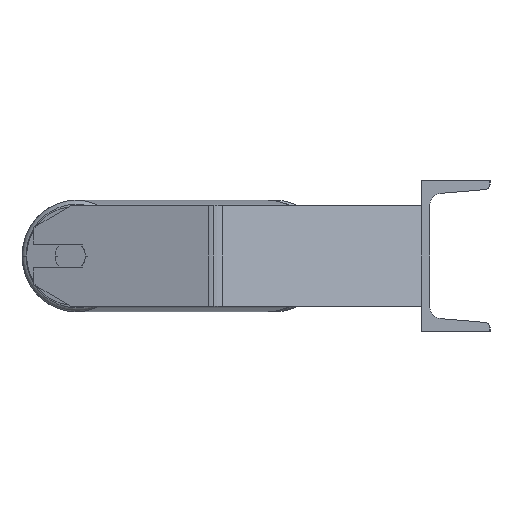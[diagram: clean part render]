
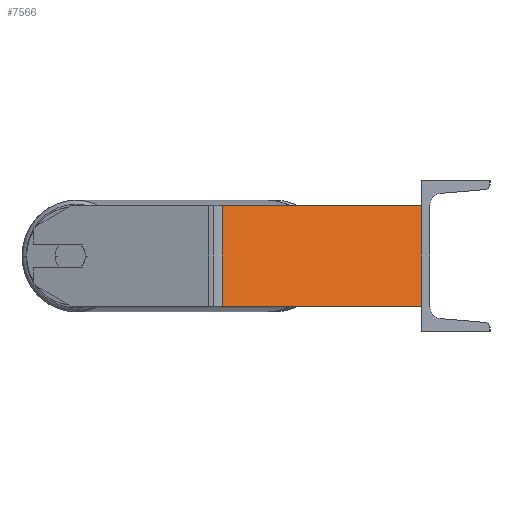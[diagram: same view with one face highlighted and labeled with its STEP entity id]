
A CAD part, left-side view. The second image highlights one B-rep face of the part: STEP entity #7566.
In plain terms, the highlighted planar face has unit normal (-0.906, -0.423, 0).
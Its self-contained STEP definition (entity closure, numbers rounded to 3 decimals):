
#19 = DIRECTION ( 'NONE',  ( 0.906, 0.423, 0. ) ) ;
#43 = CARTESIAN_POINT ( 'NONE',  ( -959., 158.694, 40. ) ) ;
#96 = VERTEX_POINT ( 'NONE', #43 ) ;
#206 = AXIS2_PLACEMENT_3D ( 'NONE', #6358, #19, #2864 ) ;
#223 = VECTOR ( 'NONE', #4207, 1000. ) ;
#664 = VERTEX_POINT ( 'NONE', #2641 ) ;
#714 = PLANE ( 'NONE',  #206 ) ;
#755 = VECTOR ( 'NONE', #3036, 1000. ) ;
#1415 = LINE ( 'NONE', #6492, #223 ) ;
#1498 = ORIENTED_EDGE ( 'NONE', *, *, #8041, .F. ) ;
#1648 = CARTESIAN_POINT ( 'NONE',  ( -961.461, 163.971, -40. ) ) ;
#1678 = CARTESIAN_POINT ( 'NONE',  ( -961.461, 163.971, 40. ) ) ;
#2006 = ORIENTED_EDGE ( 'NONE', *, *, #2540, .F. ) ;
#2151 = VECTOR ( 'NONE', #5461, 1000. ) ;
#2284 = EDGE_LOOP ( 'NONE', ( #6912, #1498, #2006, #6972 ) ) ;
#2540 = EDGE_CURVE ( 'NONE', #96, #5399, #7224, .T. ) ;
#2641 = CARTESIAN_POINT ( 'NONE',  ( -959., 158.694, -40. ) ) ;
#2864 = DIRECTION ( 'NONE',  ( -0.423, 0.906, 0. ) ) ;
#3036 = DIRECTION ( 'NONE',  ( 0.423, -0.906, 0. ) ) ;
#3059 = LINE ( 'NONE', #1648, #6430 ) ;
#4008 = CARTESIAN_POINT ( 'NONE',  ( -885., 0., -40. ) ) ;
#4207 = DIRECTION ( 'NONE',  ( 0., 0., -1. ) ) ;
#4625 = CARTESIAN_POINT ( 'NONE',  ( -885., 0., 40. ) ) ;
#5181 = DIRECTION ( 'NONE',  ( 0.423, -0.906, 0. ) ) ;
#5399 = VERTEX_POINT ( 'NONE', #4625 ) ;
#5461 = DIRECTION ( 'NONE',  ( 0., 0., -1. ) ) ;
#6358 = CARTESIAN_POINT ( 'NONE',  ( -961.461, 163.971, 40. ) ) ;
#6430 = VECTOR ( 'NONE', #5181, 1000. ) ;
#6492 = CARTESIAN_POINT ( 'NONE',  ( -959., 158.694, 40. ) ) ;
#6799 = CARTESIAN_POINT ( 'NONE',  ( -885., 0., 40. ) ) ;
#6912 = ORIENTED_EDGE ( 'NONE', *, *, #8385, .T. ) ;
#6972 = ORIENTED_EDGE ( 'NONE', *, *, #8742, .T. ) ;
#7033 = VERTEX_POINT ( 'NONE', #4008 ) ;
#7224 = LINE ( 'NONE', #1678, #755 ) ;
#7566 = ADVANCED_FACE ( 'NONE', ( #8443 ), #714, .F. ) ;
#8041 = EDGE_CURVE ( 'NONE', #5399, #7033, #8312, .T. ) ;
#8312 = LINE ( 'NONE', #6799, #2151 ) ;
#8385 = EDGE_CURVE ( 'NONE', #664, #7033, #3059, .T. ) ;
#8443 = FACE_OUTER_BOUND ( 'NONE', #2284, .T. ) ;
#8742 = EDGE_CURVE ( 'NONE', #96, #664, #1415, .T. ) ;
